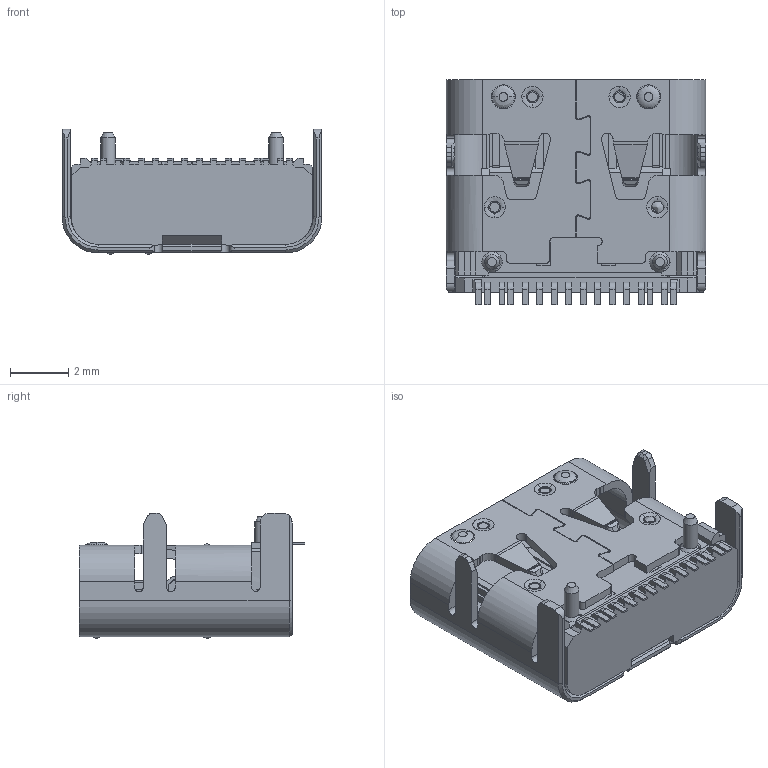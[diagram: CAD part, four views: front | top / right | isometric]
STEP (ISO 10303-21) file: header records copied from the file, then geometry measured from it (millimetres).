
FILE_DESCRIPTION(('HOOPS Exchange Step'),'2;1');
FILE_NAME('USB - C.step','2019-06-26T07:13:48+00:00',('SYSTEM'),('Unknown organisation'),'HOOPS Exchange 10.0','HOOPS Exchange','Unknown authorisation');
FILE_SCHEMA( ('AUTOMOTIVE_DESIGN { 1 0 10303 214 1 1 1 1 }') );
Length unit declared in the file: millimetre
Products named in the file (2): Default; USB - C
Assembly tree (1 placements, depth 2):
  USB - C
    Default
Bounding box: 8.95 x 7.75 x 4.32 mm (x, y, z)
Volume: 0.1 mm3; surface area: 454.6 mm2
Topology: 8 solids, 15 shells, 1240 faces, 3559 edges, 2325 vertices
Faces by surface type: plane 869, cylinder 241, bspline 75, sphere 34, cone 21
Full cylindrical faces by diameter (mm): 0.5 x2, 0.692 x2
Entity records: 49108 total; most frequent: CARTESIAN_POINT 16782, ORIENTED_EDGE 7070, DIRECTION 6280, EDGE_CURVE 3535, VECTOR 2688, LINE 2688, VERTEX_POINT 2317, AXIS2_PLACEMENT_3D 1796
